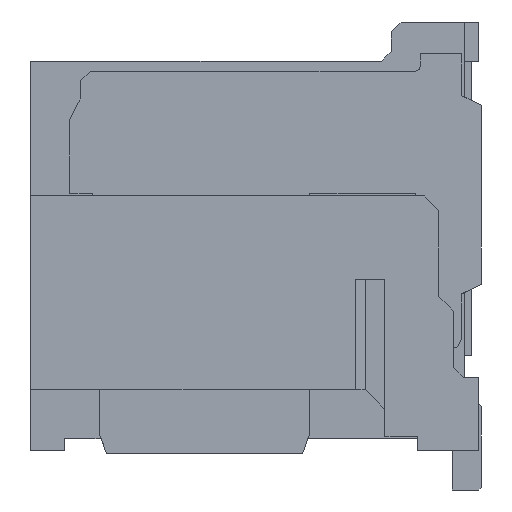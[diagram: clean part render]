
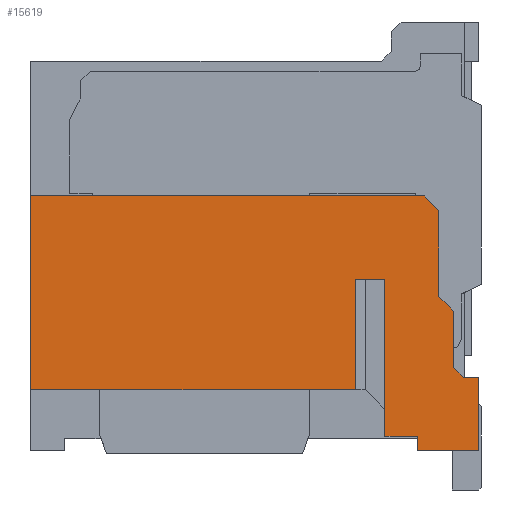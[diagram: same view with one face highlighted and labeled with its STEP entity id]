
A CAD part, left-side view. The second image highlights one B-rep face of the part: STEP entity #15619.
In plain terms, the highlighted planar face has unit normal (-1, 0, 0).
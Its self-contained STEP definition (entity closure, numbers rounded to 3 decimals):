
#41=DIRECTION('',(0.,-1.,0.));
#42=VECTOR('',#41,1.25);
#43=CARTESIAN_POINT('',(-9.65,-3.325,-4.375));
#44=LINE('',#43,#42);
#353=DIRECTION('',(0.,0.,1.));
#354=VECTOR('',#353,1.5);
#355=CARTESIAN_POINT('',(-9.65,-4.575,-4.375));
#356=LINE('',#355,#354);
#393=DIRECTION('',(0.,0.,1.));
#394=VECTOR('',#393,2.25);
#395=CARTESIAN_POINT('',(-9.65,-2.055,-3.125));
#396=LINE('',#395,#394);
#397=DIRECTION('',(0.,-1.,0.));
#398=VECTOR('',#397,6.63);
#399=CARTESIAN_POINT('',(-9.65,4.575,-3.125));
#400=LINE('',#399,#398);
#401=DIRECTION('',(0.,0.,1.));
#402=VECTOR('',#401,3.95);
#403=CARTESIAN_POINT('',(-9.65,4.575,-3.125));
#404=LINE('',#403,#402);
#405=DIRECTION('',(0.,-1.,0.));
#406=VECTOR('',#405,8.03);
#407=CARTESIAN_POINT('',(-9.65,4.575,0.825));
#408=LINE('',#407,#406);
#409=DIRECTION('',(0.,0.707,0.707));
#410=VECTOR('',#409,0.424);
#411=CARTESIAN_POINT('',(-9.65,-3.755,0.525));
#412=LINE('',#411,#410);
#413=DIRECTION('',(0.,0.,1.));
#414=VECTOR('',#413,1.75);
#415=CARTESIAN_POINT('',(-9.65,-3.755,-1.225));
#416=LINE('',#415,#414);
#417=DIRECTION('',(0.,0.707,0.707));
#418=VECTOR('',#417,0.424);
#419=CARTESIAN_POINT('',(-9.65,-4.055,-1.525));
#420=LINE('',#419,#418);
#421=DIRECTION('',(0.,0.,1.));
#422=VECTOR('',#421,1.15);
#423=CARTESIAN_POINT('',(-9.65,-4.055,-2.675));
#424=LINE('',#423,#422);
#425=DIRECTION('',(0.,0.707,0.707));
#426=VECTOR('',#425,0.283);
#427=CARTESIAN_POINT('',(-9.65,-4.255,-2.875));
#428=LINE('',#427,#426);
#429=DIRECTION('',(0.,1.,0.));
#430=VECTOR('',#429,0.32);
#431=CARTESIAN_POINT('',(-9.65,-4.575,-2.875));
#432=LINE('',#431,#430);
#433=DIRECTION('',(0.,0.,1.));
#434=VECTOR('',#433,0.3);
#435=CARTESIAN_POINT('',(-9.65,-3.325,-4.375));
#436=LINE('',#435,#434);
#437=DIRECTION('',(0.,1.,0.));
#438=VECTOR('',#437,0.67);
#439=CARTESIAN_POINT('',(-9.65,-3.325,-4.075));
#440=LINE('',#439,#438);
#441=DIRECTION('',(0.,-1.,0.));
#442=VECTOR('',#441,0.6);
#443=CARTESIAN_POINT('',(-9.65,-2.055,-0.875));
#444=LINE('',#443,#442);
#469=DIRECTION('',(0.,0.,-1.));
#470=VECTOR('',#469,3.2);
#471=CARTESIAN_POINT('',(-9.65,-2.655,-0.875));
#472=LINE('',#471,#470);
#11695=CARTESIAN_POINT('',(-9.65,-3.325,-4.075));
#11696=CARTESIAN_POINT('',(-9.65,-2.655,-4.075));
#11697=VERTEX_POINT('',#11695);
#11698=VERTEX_POINT('',#11696);
#12035=CARTESIAN_POINT('',(-9.65,-4.575,-2.875));
#12036=CARTESIAN_POINT('',(-9.65,-4.255,-2.875));
#12037=VERTEX_POINT('',#12035);
#12038=VERTEX_POINT('',#12036);
#12039=CARTESIAN_POINT('',(-9.65,-4.055,-2.675));
#12040=VERTEX_POINT('',#12039);
#12041=CARTESIAN_POINT('',(-9.65,-4.055,-1.525));
#12042=VERTEX_POINT('',#12041);
#12043=CARTESIAN_POINT('',(-9.65,-3.755,-1.225));
#12044=VERTEX_POINT('',#12043);
#12045=CARTESIAN_POINT('',(-9.65,-3.755,0.525));
#12046=VERTEX_POINT('',#12045);
#12047=CARTESIAN_POINT('',(-9.65,-3.455,0.825));
#12048=VERTEX_POINT('',#12047);
#12049=CARTESIAN_POINT('',(-9.65,4.575,0.825));
#12050=VERTEX_POINT('',#12049);
#12067=CARTESIAN_POINT('',(-9.65,-4.575,-4.375));
#12068=VERTEX_POINT('',#12067);
#12069=CARTESIAN_POINT('',(-9.65,4.575,-3.125));
#12070=VERTEX_POINT('',#12069);
#12137=CARTESIAN_POINT('',(-9.65,-3.325,-4.375));
#12138=VERTEX_POINT('',#12137);
#12941=CARTESIAN_POINT('',(-9.65,-2.055,-3.125));
#12942=CARTESIAN_POINT('',(-9.65,-2.055,-0.875));
#12943=VERTEX_POINT('',#12941);
#12944=VERTEX_POINT('',#12942);
#12945=CARTESIAN_POINT('',(-9.65,-2.655,-0.875));
#12946=VERTEX_POINT('',#12945);
#15583=CARTESIAN_POINT('',(-9.65,4.575,-4.375));
#15584=DIRECTION('',(-1.,0.,0.));
#15585=DIRECTION('',(0.,-1.,0.));
#15586=AXIS2_PLACEMENT_3D('',#15583,#15584,#15585);
#15587=PLANE('',#15586);
#15589=ORIENTED_EDGE('',*,*,#15588,.F.);
#15591=ORIENTED_EDGE('',*,*,#15590,.F.);
#15592=ORIENTED_EDGE('',*,*,#15339,.T.);
#15594=ORIENTED_EDGE('',*,*,#15593,.T.);
#15596=ORIENTED_EDGE('',*,*,#15595,.F.);
#15598=ORIENTED_EDGE('',*,*,#15597,.F.);
#15600=ORIENTED_EDGE('',*,*,#15599,.F.);
#15602=ORIENTED_EDGE('',*,*,#15601,.F.);
#15604=ORIENTED_EDGE('',*,*,#15603,.F.);
#15606=ORIENTED_EDGE('',*,*,#15605,.F.);
#15607=ORIENTED_EDGE('',*,*,#15529,.F.);
#15608=ORIENTED_EDGE('',*,*,#15254,.F.);
#15610=ORIENTED_EDGE('',*,*,#15609,.T.);
#15612=ORIENTED_EDGE('',*,*,#15611,.T.);
#15614=ORIENTED_EDGE('',*,*,#15613,.F.);
#15616=ORIENTED_EDGE('',*,*,#15615,.F.);
#15617=EDGE_LOOP('',(#15589,#15591,#15592,#15594,#15596,#15598,#15600,#15602,
#15604,#15606,#15607,#15608,#15610,#15612,#15614,#15616));
#15618=FACE_OUTER_BOUND('',#15617,.F.);
#15619=ADVANCED_FACE('',(#15618),#15587,.T.);
#15254=EDGE_CURVE('',#12138,#12068,#44,.T.);
#15339=EDGE_CURVE('',#12070,#12050,#404,.T.);
#15529=EDGE_CURVE('',#12068,#12037,#356,.T.);
#15588=EDGE_CURVE('',#12943,#12944,#396,.T.);
#15590=EDGE_CURVE('',#12070,#12943,#400,.T.);
#15593=EDGE_CURVE('',#12050,#12048,#408,.T.);
#15595=EDGE_CURVE('',#12046,#12048,#412,.T.);
#15597=EDGE_CURVE('',#12044,#12046,#416,.T.);
#15599=EDGE_CURVE('',#12042,#12044,#420,.T.);
#15601=EDGE_CURVE('',#12040,#12042,#424,.T.);
#15603=EDGE_CURVE('',#12038,#12040,#428,.T.);
#15605=EDGE_CURVE('',#12037,#12038,#432,.T.);
#15609=EDGE_CURVE('',#12138,#11697,#436,.T.);
#15611=EDGE_CURVE('',#11697,#11698,#440,.T.);
#15613=EDGE_CURVE('',#12946,#11698,#472,.T.);
#15615=EDGE_CURVE('',#12944,#12946,#444,.T.);
